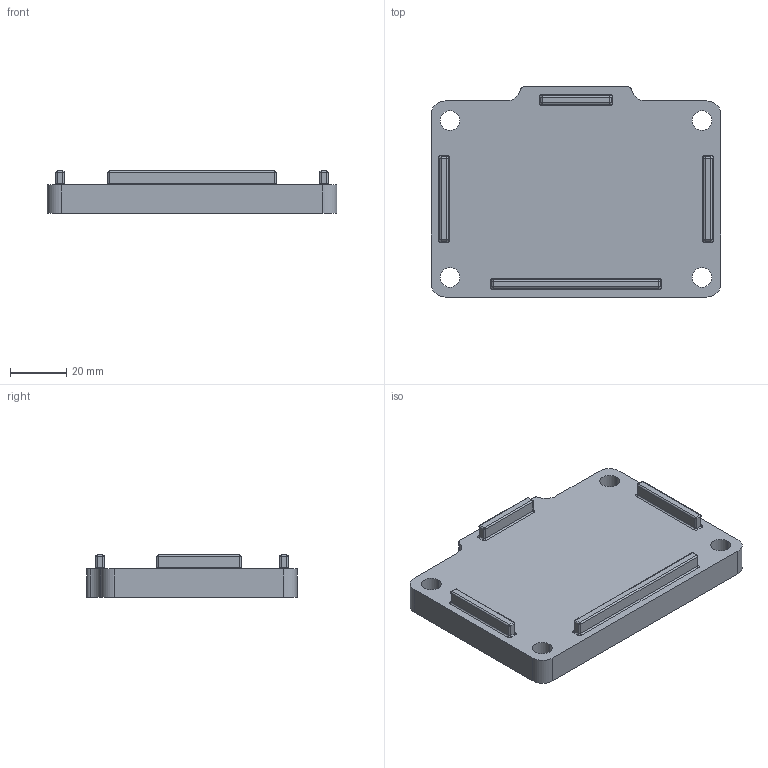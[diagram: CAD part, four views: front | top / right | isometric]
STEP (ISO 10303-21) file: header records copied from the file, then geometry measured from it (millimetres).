
FILE_DESCRIPTION (( 'STEP AP203' ), '1' );
FILE_NAME ('R231.000.010.STEP', '2016-10-19T12:46:32', ( '' ), ( '' ), 'SwSTEP 2.0', 'SolidWorks 2016', '' );
FILE_SCHEMA (( 'CONFIG_CONTROL_DESIGN' ));
Length unit declared in the file: millimetre
Products named in the file (1): R231.000.010
Bounding box: 103.5 x 75 x 15 mm (x, y, z)
Volume: 32796.3 mm3; surface area: 22266.1 mm2
Topology: 1 solids, 1 shells, 173 faces, 404 edges, 220 vertices
Faces by surface type: cylinder 88, plane 35, torus 30, sphere 16, bspline 4
Entity records: 5353 total; most frequent: CARTESIAN_POINT 1404, DIRECTION 876, ORIENTED_EDGE 772, EDGE_CURVE 386, AXIS2_PLACEMENT_3D 352, VERTEX_POINT 220, EDGE_LOOP 186, CIRCLE 182
